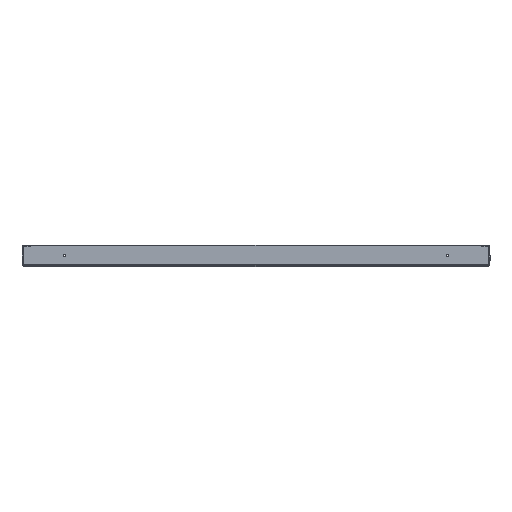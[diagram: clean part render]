
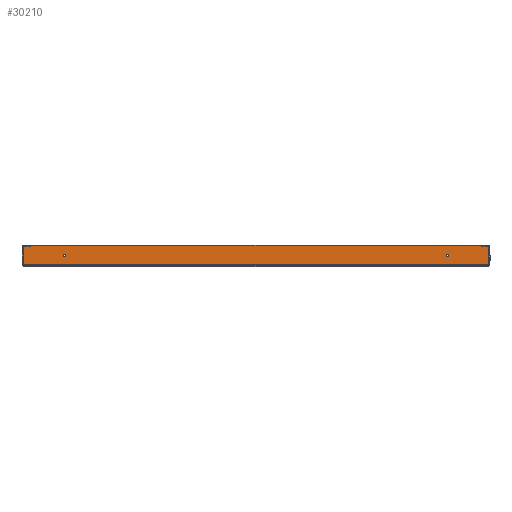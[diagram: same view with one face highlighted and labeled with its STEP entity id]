
A CAD part, front view. The second image highlights one B-rep face of the part: STEP entity #30210.
In plain terms, the highlighted planar face has unit normal (0, -1, 0).
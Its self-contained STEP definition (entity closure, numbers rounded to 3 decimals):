
#293 = CARTESIAN_POINT ( 'NONE',  ( 545.929, -900., 46. ) ) ;
#910 = CARTESIAN_POINT ( 'NONE',  ( 546.929, -900., 46. ) ) ;
#1544 = DIRECTION ( 'NONE',  ( 0., -1., 0. ) ) ;
#2559 = EDGE_LOOP ( 'NONE', ( #8870, #32189 ) ) ;
#2624 = EDGE_CURVE ( 'NONE', #48872, #53094, #27639, .T. ) ;
#2986 = EDGE_CURVE ( 'NONE', #48872, #23711, #11315, .T. ) ;
#3452 = ORIENTED_EDGE ( 'NONE', *, *, #54879, .T. ) ;
#3805 = CARTESIAN_POINT ( 'NONE',  ( -450., -900., 23.5 ) ) ;
#3975 = DIRECTION ( 'NONE',  ( 0., 0., 1. ) ) ;
#5132 = DIRECTION ( 'NONE',  ( 0., -1., 0. ) ) ;
#5343 = FACE_BOUND ( 'NONE', #11591, .T. ) ;
#5737 = EDGE_CURVE ( 'NONE', #26937, #24666, #30649, .T. ) ;
#5931 = DIRECTION ( 'NONE',  ( 0., 0., 1. ) ) ;
#6287 = AXIS2_PLACEMENT_3D ( 'NONE', #39525, #52873, #44320 ) ;
#7692 = AXIS2_PLACEMENT_3D ( 'NONE', #293, #5132, #43296 ) ;
#8641 = DIRECTION ( 'NONE',  ( 0., 0., 1. ) ) ;
#8870 = ORIENTED_EDGE ( 'NONE', *, *, #32606, .T. ) ;
#9093 = VECTOR ( 'NONE', #5931, 1000. ) ;
#9219 = EDGE_CURVE ( 'NONE', #21199, #32616, #28896, .T. ) ;
#9885 = DIRECTION ( 'NONE',  ( 0., 1., 0. ) ) ;
#10111 = CARTESIAN_POINT ( 'NONE',  ( 546.929, -900., 3. ) ) ;
#11315 = LINE ( 'NONE', #28127, #9093 ) ;
#11591 = EDGE_LOOP ( 'NONE', ( #28140, #15242 ) ) ;
#14426 = CIRCLE ( 'NONE', #54389, 3. ) ;
#15242 = ORIENTED_EDGE ( 'NONE', *, *, #9219, .T. ) ;
#15412 = EDGE_LOOP ( 'NONE', ( #40996, #53179, #49100, #50958, #32588, #3452 ) ) ;
#15721 = CARTESIAN_POINT ( 'NONE',  ( -450., -900., 26.5 ) ) ;
#17499 = CARTESIAN_POINT ( 'NONE',  ( -450., -900., 23.5 ) ) ;
#19132 = EDGE_CURVE ( 'NONE', #47311, #26937, #40511, .T. ) ;
#20873 = CARTESIAN_POINT ( 'NONE',  ( -450., -900., 20.5 ) ) ;
#21164 = EDGE_CURVE ( 'NONE', #32616, #21199, #14426, .T. ) ;
#21199 = VERTEX_POINT ( 'NONE', #55497 ) ;
#22047 = VERTEX_POINT ( 'NONE', #20873 ) ;
#23711 = VERTEX_POINT ( 'NONE', #910 ) ;
#24064 = CIRCLE ( 'NONE', #7692, 1. ) ;
#24666 = VERTEX_POINT ( 'NONE', #55882 ) ;
#26311 = DIRECTION ( 'NONE',  ( 0., 1., 0. ) ) ;
#26423 = PLANE ( 'NONE',  #6287 ) ;
#26507 = DIRECTION ( 'NONE',  ( -1., 0., 0. ) ) ;
#26937 = VERTEX_POINT ( 'NONE', #48509 ) ;
#26970 = FACE_OUTER_BOUND ( 'NONE', #15412, .T. ) ;
#27639 = LINE ( 'NONE', #44137, #56317 ) ;
#28127 = CARTESIAN_POINT ( 'NONE',  ( 546.929, -900., 0. ) ) ;
#28140 = ORIENTED_EDGE ( 'NONE', *, *, #21164, .T. ) ;
#28896 = CIRCLE ( 'NONE', #52541, 3. ) ;
#30210 = ADVANCED_FACE ( 'NONE', ( #39253, #5343, #26970 ), #26423, .F. ) ;
#30387 = LINE ( 'NONE', #43468, #37066 ) ;
#30649 = CIRCLE ( 'NONE', #43367, 1. ) ;
#31509 = CARTESIAN_POINT ( 'NONE',  ( 450., -900., 23.5 ) ) ;
#32189 = ORIENTED_EDGE ( 'NONE', *, *, #32788, .T. ) ;
#32588 = ORIENTED_EDGE ( 'NONE', *, *, #2986, .T. ) ;
#32606 = EDGE_CURVE ( 'NONE', #54799, #22047, #48152, .T. ) ;
#32616 = VERTEX_POINT ( 'NONE', #48762 ) ;
#32788 = EDGE_CURVE ( 'NONE', #22047, #54799, #34583, .T. ) ;
#34583 = CIRCLE ( 'NONE', #51821, 3. ) ;
#35111 = DIRECTION ( 'NONE',  ( 0., 1., 0. ) ) ;
#36805 = CARTESIAN_POINT ( 'NONE',  ( 0., -900., 47. ) ) ;
#37066 = VECTOR ( 'NONE', #37250, 1000. ) ;
#37250 = DIRECTION ( 'NONE',  ( 0., 0., 1. ) ) ;
#37995 = VECTOR ( 'NONE', #54150, 1000. ) ;
#38712 = CARTESIAN_POINT ( 'NONE',  ( 450., -900., 23.5 ) ) ;
#39253 = FACE_BOUND ( 'NONE', #2559, .T. ) ;
#39525 = CARTESIAN_POINT ( 'NONE',  ( 0., -900., 0. ) ) ;
#40511 = LINE ( 'NONE', #36805, #37995 ) ;
#40996 = ORIENTED_EDGE ( 'NONE', *, *, #19132, .T. ) ;
#41321 = CARTESIAN_POINT ( 'NONE',  ( 545.929, -900., 47. ) ) ;
#43296 = DIRECTION ( 'NONE',  ( 0., 0., 1. ) ) ;
#43367 = AXIS2_PLACEMENT_3D ( 'NONE', #49366, #1544, #49083 ) ;
#43468 = CARTESIAN_POINT ( 'NONE',  ( -546.929, -900., 0. ) ) ;
#44137 = CARTESIAN_POINT ( 'NONE',  ( -550., -900., 3. ) ) ;
#44320 = DIRECTION ( 'NONE',  ( 0., 0., 1. ) ) ;
#44544 = AXIS2_PLACEMENT_3D ( 'NONE', #17499, #26311, #52757 ) ;
#44871 = CARTESIAN_POINT ( 'NONE',  ( -546.929, -900., 3. ) ) ;
#47311 = VERTEX_POINT ( 'NONE', #41321 ) ;
#48152 = CIRCLE ( 'NONE', #44544, 3. ) ;
#48509 = CARTESIAN_POINT ( 'NONE',  ( -545.929, -900., 47. ) ) ;
#48762 = CARTESIAN_POINT ( 'NONE',  ( 450., -900., 26.5 ) ) ;
#48872 = VERTEX_POINT ( 'NONE', #10111 ) ;
#49052 = EDGE_CURVE ( 'NONE', #53094, #24666, #30387, .T. ) ;
#49083 = DIRECTION ( 'NONE',  ( 0., 0., 1. ) ) ;
#49100 = ORIENTED_EDGE ( 'NONE', *, *, #49052, .F. ) ;
#49366 = CARTESIAN_POINT ( 'NONE',  ( -545.929, -900., 46. ) ) ;
#50958 = ORIENTED_EDGE ( 'NONE', *, *, #2624, .F. ) ;
#51821 = AXIS2_PLACEMENT_3D ( 'NONE', #3805, #35111, #8641 ) ;
#52289 = DIRECTION ( 'NONE',  ( 0., 0., 1. ) ) ;
#52541 = AXIS2_PLACEMENT_3D ( 'NONE', #31509, #9885, #52289 ) ;
#52757 = DIRECTION ( 'NONE',  ( 0., 0., 1. ) ) ;
#52873 = DIRECTION ( 'NONE',  ( 0., 1., 0. ) ) ;
#53094 = VERTEX_POINT ( 'NONE', #44871 ) ;
#53179 = ORIENTED_EDGE ( 'NONE', *, *, #5737, .T. ) ;
#54150 = DIRECTION ( 'NONE',  ( -1., 0., 0. ) ) ;
#54389 = AXIS2_PLACEMENT_3D ( 'NONE', #38712, #55763, #3975 ) ;
#54799 = VERTEX_POINT ( 'NONE', #15721 ) ;
#54879 = EDGE_CURVE ( 'NONE', #23711, #47311, #24064, .T. ) ;
#55497 = CARTESIAN_POINT ( 'NONE',  ( 450., -900., 20.5 ) ) ;
#55763 = DIRECTION ( 'NONE',  ( 0., 1., 0. ) ) ;
#55882 = CARTESIAN_POINT ( 'NONE',  ( -546.929, -900., 46. ) ) ;
#56317 = VECTOR ( 'NONE', #26507, 1000. ) ;
